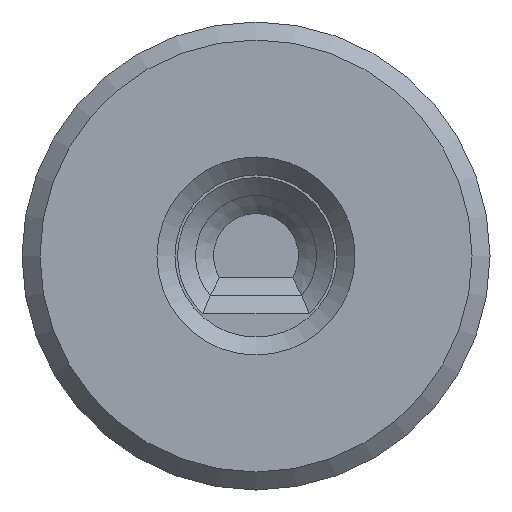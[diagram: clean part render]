
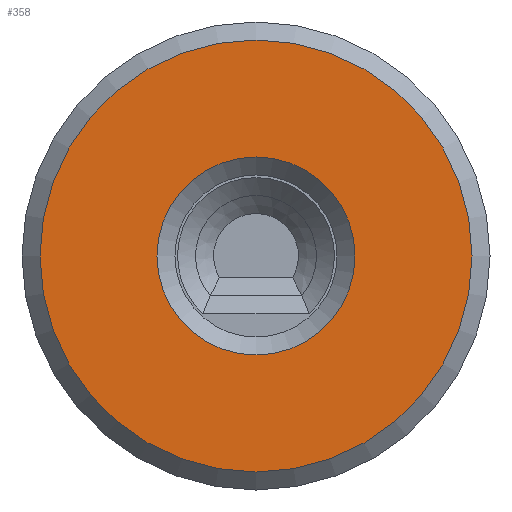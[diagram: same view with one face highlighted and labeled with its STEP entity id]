
A CAD part, front view. The second image highlights one B-rep face of the part: STEP entity #358.
In plain terms, the highlighted planar face has unit normal (0, -1, 0).
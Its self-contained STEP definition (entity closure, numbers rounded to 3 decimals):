
#21=FACE_BOUND('',#70,.T.);
#24=PLANE('',#402);
#44=FACE_OUTER_BOUND('',#69,.T.);
#69=EDGE_LOOP('',(#264));
#70=EDGE_LOOP('',(#265));
#95=CIRCLE('',#401,6.);
#96=CIRCLE('',#403,2.75);
#169=VERTEX_POINT('',#689);
#170=VERTEX_POINT('',#693);
#206=EDGE_CURVE('',#169,#169,#95,.T.);
#207=EDGE_CURVE('',#170,#170,#96,.T.);
#264=ORIENTED_EDGE('',*,*,#206,.F.);
#265=ORIENTED_EDGE('',*,*,#207,.F.);
#358=ADVANCED_FACE('',(#44,#21),#24,.F.);
#401=AXIS2_PLACEMENT_3D('',#691,#459,#460);
#402=AXIS2_PLACEMENT_3D('',#692,#461,#462);
#403=AXIS2_PLACEMENT_3D('',#694,#463,#464);
#459=DIRECTION('center_axis',(0.,1.,0.));
#460=DIRECTION('ref_axis',(1.,0.,0.));
#461=DIRECTION('center_axis',(0.,1.,0.));
#462=DIRECTION('ref_axis',(1.,0.,0.));
#463=DIRECTION('center_axis',(0.,-1.,0.));
#464=DIRECTION('ref_axis',(1.,0.,0.));
#689=CARTESIAN_POINT('',(-6.,0.,0.));
#691=CARTESIAN_POINT('Origin',(0.,0.,0.));
#692=CARTESIAN_POINT('Origin',(0.,0.,0.));
#693=CARTESIAN_POINT('',(-2.75,0.,0.));
#694=CARTESIAN_POINT('Origin',(0.,0.,0.));
